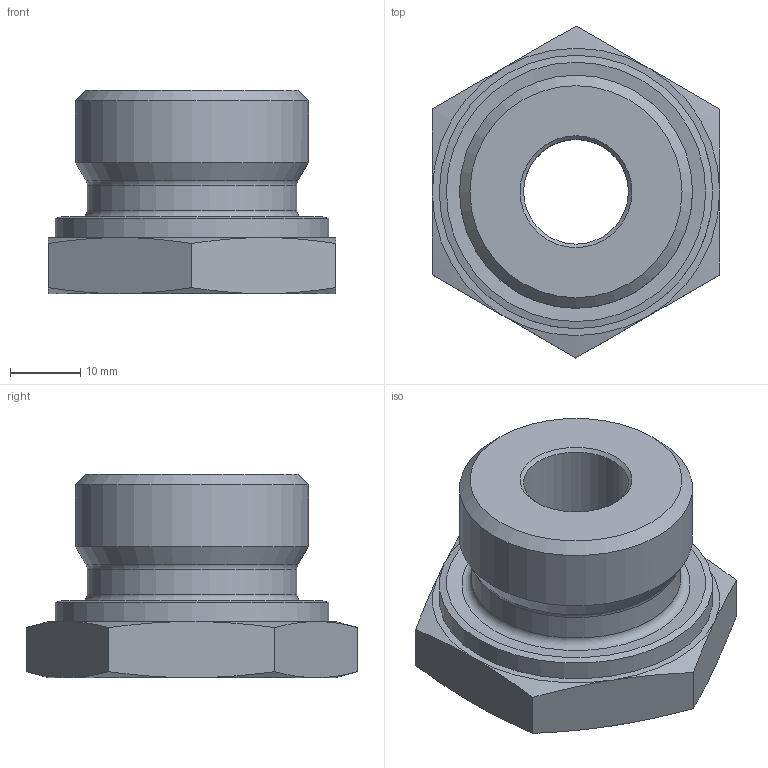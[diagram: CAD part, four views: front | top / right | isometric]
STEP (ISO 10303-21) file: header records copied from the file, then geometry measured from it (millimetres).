
FILE_DESCRIPTION((''),'2;1');
FILE_NAME('715014438.stp','2014-09-02T10:58:09',(''),('KNOMI spol. s r. o.'),'Autodesk Inventor 2012','Autodesk Inventor 2012','');
FILE_SCHEMA(('AUTOMOTIVE_DESIGN { 1 2 10303 214 0 1 1 1 }'));
Length unit declared in the file: millimetre
Products named in the file (1): RIBR G1"-G3/8"
Bounding box: 41.02 x 47.34 x 29 mm (x, y, z)
Volume: 24447.4 mm3; surface area: 7198.4 mm2
Topology: 1 solids, 1 shells, 33 faces, 70 edges, 40 vertices
Faces by surface type: cone 18, plane 9, cylinder 4, torus 2
Full cylindrical faces by diameter (mm): 14.95 x1, 29.9 x1, 33.249 x1, 39 x1
Entity records: 798 total; most frequent: CARTESIAN_POINT 176, DIRECTION 126, ORIENTED_EDGE 112, AXIS2_PLACEMENT_3D 60, EDGE_CURVE 56, EDGE_LOOP 48, VERTEX_POINT 38, FACE_OUTER_BOUND 33
